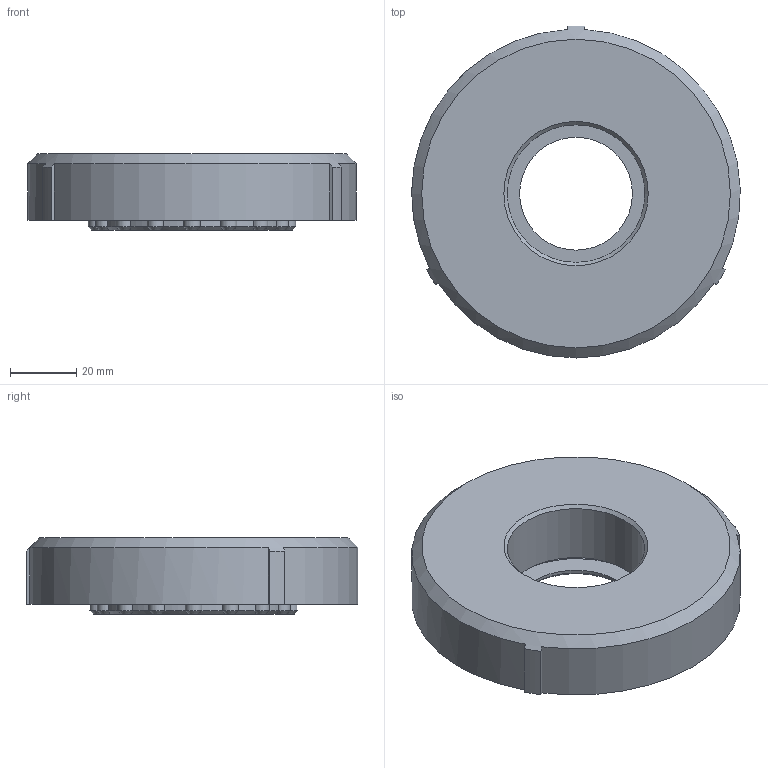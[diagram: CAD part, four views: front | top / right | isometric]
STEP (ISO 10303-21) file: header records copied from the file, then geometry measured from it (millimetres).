
FILE_DESCRIPTION(/* description */ (''),/* implementation_level */ '2;1');
FILE_NAME(/* name */ 'Motor retainer.step',/* time_stamp */ '2024-03-20T19:53:06+01:00',/* author */ (''),/* organization */ (''),/* preprocessor_version */ 'ST-DEVELOPER v20',/* originating_system */ 'Autodesk Translation Framework v12.14.0.127',/* authorisation */ '');
FILE_SCHEMA (('AUTOMOTIVE_DESIGN { 1 0 10303 214 3 1 1 }','TECHNICAL_DATA_PACKAGING'));
Length unit declared in the file: millimetre
Products named in the file (1): Motor retainer
Bounding box: 98.98 x 99.99 x 23 mm (x, y, z)
Volume: 55520.9 mm3; surface area: 43467.9 mm2
Topology: 2 solids, 2 shells, 137 faces, 352 edges, 223 vertices
Faces by surface type: cylinder 83, cone 36, plane 14, bspline 4
Full cylindrical faces by diameter (mm): 34 x1, 41.5 x1, 43.9 x1, 45.424 x7, 46.023 x9, 47.722 x8, 48.263 x9, 89 x1
Entity records: 9577 total; most frequent: CARTESIAN_POINT 6362, ORIENTED_EDGE 704, DIRECTION 621, EDGE_CURVE 352, AXIS2_PLACEMENT_3D 263, VERTEX_POINT 223, EDGE_LOOP 145, FACE_OUTER_BOUND 137
